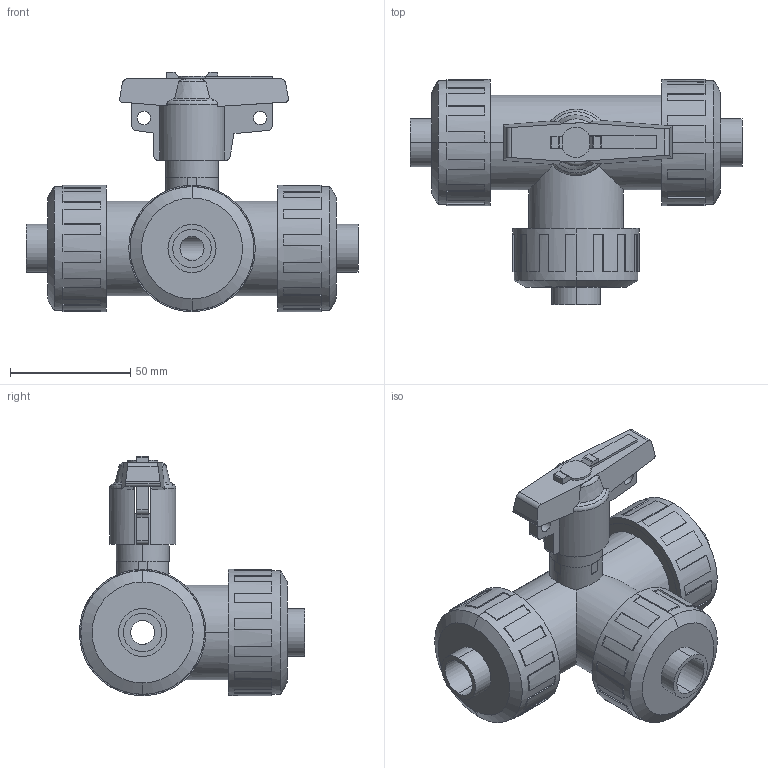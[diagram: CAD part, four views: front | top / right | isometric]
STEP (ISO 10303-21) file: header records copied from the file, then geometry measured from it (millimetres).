
FILE_DESCRIPTION(('STEP AP214'),'1');
FILE_NAME('cctmp_E7AE6CE0-7B4A-42F3-B5C5-AAC1F217F84E_2021_10_21_13_48_10_0729..stp','2021-10-21T11:48:11',('Praher Valves GmbH'),('CADClick - www.CADClick.com'),'Spatial InterOp 3D',' ','unknown authorization');
FILE_SCHEMA(('AUTOMOTIVE_DESIGN'));
Length unit declared in the file: millimetre
Products named in the file (1): 124918
Bounding box: 138 x 93.55 x 99.42 mm (x, y, z)
Volume: 279703 mm3; surface area: 74715.4 mm2
Topology: 1 solids, 1 shells, 382 faces, 1055 edges, 696 vertices
Faces by surface type: plane 268, cylinder 88, cone 18, torus 8
Entity records: 15713 total; most frequent: CARTESIAN_POINT 2581, DIRECTION 2158, ORIENTED_EDGE 2110, EDGE_CURVE 1055, AXIS2_PLACEMENT_3D 766, VERTEX_POINT 696, LINE 626, VECTOR 626
